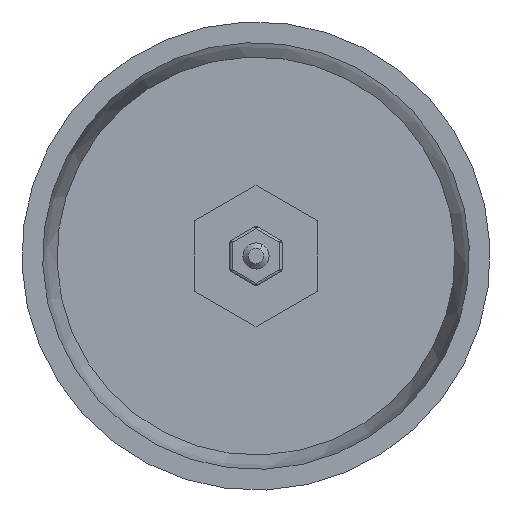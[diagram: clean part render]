
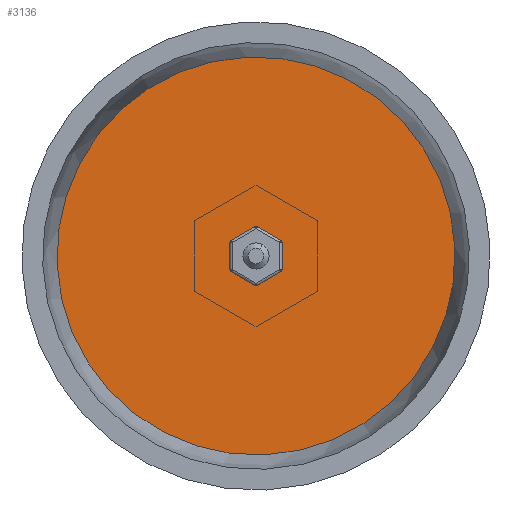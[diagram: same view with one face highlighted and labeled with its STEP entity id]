
A CAD part, front view. The second image highlights one B-rep face of the part: STEP entity #3136.
In plain terms, the highlighted face is planar.
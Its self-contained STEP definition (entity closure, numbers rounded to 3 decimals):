
#119 = VERTEX_POINT ( 'NONE', #2253 ) ;
#326 = DIRECTION ( 'NONE',  ( 0., -1., 0. ) ) ;
#580 = DIRECTION ( 'NONE',  ( 1., 0., 0. ) ) ;
#744 = DIRECTION ( 'NONE',  ( 0., -1., 0. ) ) ;
#792 = CARTESIAN_POINT ( 'NONE',  ( 2.5, -14.8, 0. ) ) ;
#898 = CARTESIAN_POINT ( 'NONE',  ( 0., -14.8, 0. ) ) ;
#908 = DIRECTION ( 'NONE',  ( 1., 0., 0. ) ) ;
#915 = ORIENTED_EDGE ( 'NONE', *, *, #2185, .T. ) ;
#933 = DIRECTION ( 'NONE',  ( 0., 1., 0. ) ) ;
#984 = AXIS2_PLACEMENT_3D ( 'NONE', #2701, #2396, #908 ) ;
#998 = VERTEX_POINT ( 'NONE', #792 ) ;
#1027 = ORIENTED_EDGE ( 'NONE', *, *, #2820, .T. ) ;
#1300 = VERTEX_POINT ( 'NONE', #1789 ) ;
#1323 = CIRCLE ( 'NONE', #2383, 38.236 ) ;
#1351 = EDGE_LOOP ( 'NONE', ( #915, #2683 ) ) ;
#1623 = CIRCLE ( 'NONE', #2103, 2.5 ) ;
#1701 = DIRECTION ( 'NONE',  ( 0., 1., 0. ) ) ;
#1713 = CIRCLE ( 'NONE', #2034, 38.236 ) ;
#1789 = CARTESIAN_POINT ( 'NONE',  ( -38.236, -14.8, 0. ) ) ;
#1795 = CARTESIAN_POINT ( 'NONE',  ( 0., -14.8, 0. ) ) ;
#1935 = CARTESIAN_POINT ( 'NONE',  ( 38.236, -14.8, 0. ) ) ;
#1995 = EDGE_CURVE ( 'NONE', #119, #998, #3014, .T. ) ;
#2034 = AXIS2_PLACEMENT_3D ( 'NONE', #2660, #1701, #2144 ) ;
#2103 = AXIS2_PLACEMENT_3D ( 'NONE', #3034, #744, #2788 ) ;
#2144 = DIRECTION ( 'NONE',  ( 1., 0., 0. ) ) ;
#2185 = EDGE_CURVE ( 'NONE', #998, #119, #1623, .T. ) ;
#2189 = ORIENTED_EDGE ( 'NONE', *, *, #2474, .T. ) ;
#2217 = EDGE_LOOP ( 'NONE', ( #2189, #1027 ) ) ;
#2253 = CARTESIAN_POINT ( 'NONE',  ( -2.5, -14.8, 0. ) ) ;
#2317 = FACE_OUTER_BOUND ( 'NONE', #2217, .T. ) ;
#2375 = AXIS2_PLACEMENT_3D ( 'NONE', #1795, #326, #580 ) ;
#2383 = AXIS2_PLACEMENT_3D ( 'NONE', #898, #933, #2944 ) ;
#2396 = DIRECTION ( 'NONE',  ( 0., -1., 0. ) ) ;
#2474 = EDGE_CURVE ( 'NONE', #3216, #1300, #1713, .T. ) ;
#2575 = FACE_BOUND ( 'NONE', #1351, .T. ) ;
#2660 = CARTESIAN_POINT ( 'NONE',  ( 0., -14.8, 0. ) ) ;
#2683 = ORIENTED_EDGE ( 'NONE', *, *, #1995, .T. ) ;
#2701 = CARTESIAN_POINT ( 'NONE',  ( 0., -14.8, 0. ) ) ;
#2788 = DIRECTION ( 'NONE',  ( 1., 0., 0. ) ) ;
#2820 = EDGE_CURVE ( 'NONE', #1300, #3216, #1323, .T. ) ;
#2826 = PLANE ( 'NONE',  #2375 ) ;
#2944 = DIRECTION ( 'NONE',  ( 1., 0., 0. ) ) ;
#3014 = CIRCLE ( 'NONE', #984, 2.5 ) ;
#3034 = CARTESIAN_POINT ( 'NONE',  ( 0., -14.8, 0. ) ) ;
#3136 = ADVANCED_FACE ( 'NONE', ( #2575, #2317 ), #2826, .F. ) ;
#3216 = VERTEX_POINT ( 'NONE', #1935 ) ;
